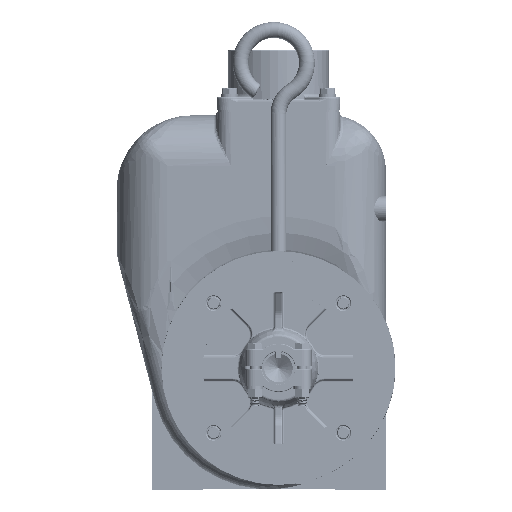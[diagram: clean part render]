
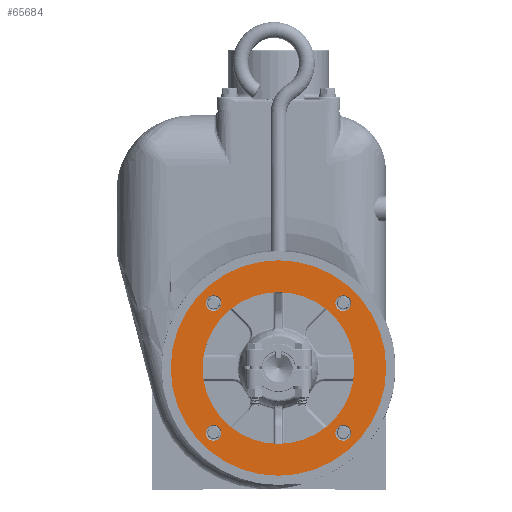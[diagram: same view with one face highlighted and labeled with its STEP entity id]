
A CAD part, top view. The second image highlights one B-rep face of the part: STEP entity #65684.
In plain terms, the highlighted face is planar.
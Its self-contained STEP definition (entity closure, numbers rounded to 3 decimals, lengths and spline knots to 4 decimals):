
#5913=FACE_BOUND($,#14476,.T.);
#5914=FACE_BOUND($,#14477,.T.);
#5915=FACE_BOUND($,#14478,.T.);
#5916=FACE_BOUND($,#14479,.T.);
#5917=FACE_BOUND($,#14480,.T.);
#5918=FACE_BOUND($,#14481,.T.);
#7282=PLANE($,#71014);
#14476=EDGE_LOOP($,(#53892));
#14477=EDGE_LOOP($,(#53893));
#14478=EDGE_LOOP($,(#53894));
#14479=EDGE_LOOP($,(#53895));
#14480=EDGE_LOOP($,(#53896));
#14481=EDGE_LOOP($,(#53897));
#25679=CIRCLE($,#71013,0.3113);
#25680=CIRCLE($,#71015,0.3113);
#25681=CIRCLE($,#71016,0.3113);
#25682=CIRCLE($,#71017,3.);
#25683=CIRCLE($,#71018,4.26);
#25684=CIRCLE($,#71019,0.3113);
#30114=VERTEX_POINT($,#140904);
#30115=VERTEX_POINT($,#140907);
#30116=VERTEX_POINT($,#140909);
#30117=VERTEX_POINT($,#140911);
#30118=VERTEX_POINT($,#140913);
#30119=VERTEX_POINT($,#140915);
#38421=EDGE_CURVE($,#30114,#30114,#25679,.T.);
#38422=EDGE_CURVE($,#30115,#30115,#25680,.T.);
#38423=EDGE_CURVE($,#30116,#30116,#25681,.T.);
#38424=EDGE_CURVE($,#30117,#30117,#25682,.T.);
#38425=EDGE_CURVE($,#30118,#30118,#25683,.T.);
#38426=EDGE_CURVE($,#30119,#30119,#25684,.T.);
#53892=ORIENTED_EDGE($,*,*,#38422,.F.);
#53893=ORIENTED_EDGE($,*,*,#38423,.F.);
#53894=ORIENTED_EDGE($,*,*,#38424,.F.);
#53895=ORIENTED_EDGE($,*,*,#38425,.T.);
#53896=ORIENTED_EDGE($,*,*,#38426,.F.);
#53897=ORIENTED_EDGE($,*,*,#38421,.F.);
#65684=ADVANCED_FACE($,(#5913,#5914,#5915,#5916,#5917,#5918),#7282,.T.);
#71013=AXIS2_PLACEMENT_3D($,#140905,#82434,#82435);
#71014=AXIS2_PLACEMENT_3D($,#140906,#82436,#82437);
#71015=AXIS2_PLACEMENT_3D($,#140908,#82438,#82439);
#71016=AXIS2_PLACEMENT_3D($,#140910,#82440,#82441);
#71017=AXIS2_PLACEMENT_3D($,#140912,#82442,#82443);
#71018=AXIS2_PLACEMENT_3D($,#140914,#82444,#82445);
#71019=AXIS2_PLACEMENT_3D($,#140916,#82446,#82447);
#82434=DIRECTION('center_axis',(0.,0.,-1.));
#82435=DIRECTION('ref_axis',(1.,0.,0.));
#82436=DIRECTION('center_axis',(0.,0.,-1.));
#82437=DIRECTION('ref_axis',(-1.,0.,0.));
#82438=DIRECTION('center_axis',(0.,0.,-1.));
#82439=DIRECTION('ref_axis',(1.,0.,0.));
#82440=DIRECTION('center_axis',(0.,0.,-1.));
#82441=DIRECTION('ref_axis',(1.,0.,0.));
#82442=DIRECTION('center_axis',(0.,0.,-1.));
#82443=DIRECTION('ref_axis',(0.,1.,0.));
#82444=DIRECTION('center_axis',(0.,0.,-1.));
#82445=DIRECTION('ref_axis',(0.,1.,0.));
#82446=DIRECTION('center_axis',(0.,0.,-1.));
#82447=DIRECTION('ref_axis',(1.,0.,0.));
#140904=CARTESIAN_POINT('',(-2.8745,2.5633,-3.88));
#140905=CARTESIAN_POINT('Origin',(-2.5633,2.5633,-3.88));
#140906=CARTESIAN_POINT('Origin',(0.,3.63,-3.88));
#140907=CARTESIAN_POINT('',(-2.8745,-2.5633,-3.88));
#140908=CARTESIAN_POINT('Origin',(-2.5633,-2.5633,-3.88));
#140909=CARTESIAN_POINT('',(2.252,-2.5633,-3.88));
#140910=CARTESIAN_POINT('Origin',(2.5633,-2.5633,-3.88));
#140911=CARTESIAN_POINT('',(0.,3.,-3.88));
#140912=CARTESIAN_POINT('Origin',(0.,0.,-3.88));
#140913=CARTESIAN_POINT('',(0.,4.26,-3.88));
#140914=CARTESIAN_POINT('Origin',(0.,0.,-3.88));
#140915=CARTESIAN_POINT('',(2.252,2.5633,-3.88));
#140916=CARTESIAN_POINT('Origin',(2.5633,2.5633,-3.88));
